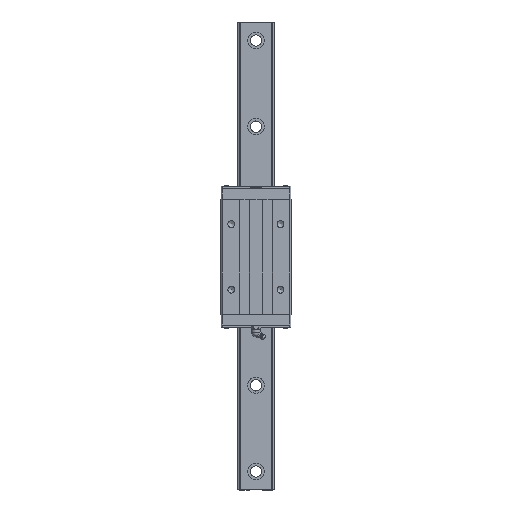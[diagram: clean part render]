
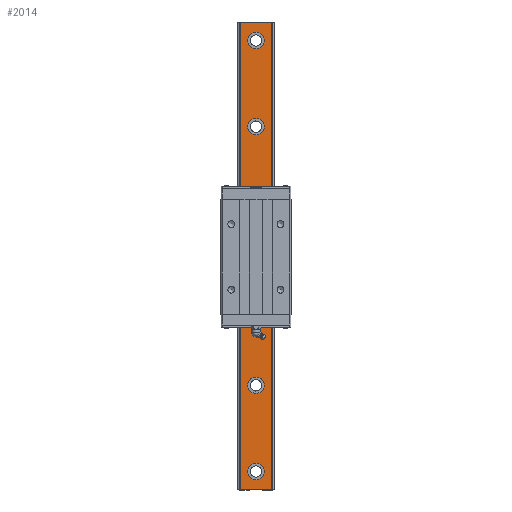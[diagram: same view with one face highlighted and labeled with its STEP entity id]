
A CAD part, top view. The second image highlights one B-rep face of the part: STEP entity #2014.
In plain terms, the highlighted planar face has unit normal (0, 0, 1).
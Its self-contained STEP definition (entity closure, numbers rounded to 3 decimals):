
#43 = CARTESIAN_POINT ( 'NONE',  ( 10., 547.5, 16. ) ) ;
#86 = DIRECTION ( 'NONE',  ( 1., 0., 0. ) ) ;
#243 = VERTEX_POINT ( 'NONE', #9861 ) ;
#372 = FACE_OUTER_BOUND ( 'NONE', #1835, .T. ) ;
#440 = ORIENTED_EDGE ( 'NONE', *, *, #7968, .T. ) ;
#500 = EDGE_LOOP ( 'NONE', ( #8056 ) ) ;
#618 = CARTESIAN_POINT ( 'NONE',  ( 19.2, 570., 16. ) ) ;
#666 = CARTESIAN_POINT ( 'NONE',  ( 19.2, 570., 16. ) ) ;
#764 = VERTEX_POINT ( 'NONE', #10374 ) ;
#797 = CARTESIAN_POINT ( 'NONE',  ( 0., 570., 16. ) ) ;
#865 = VECTOR ( 'NONE', #10282, 1000. ) ;
#1085 = CARTESIAN_POINT ( 'NONE',  ( 10., 337.5, 16. ) ) ;
#1089 = ORIENTED_EDGE ( 'NONE', *, *, #2440, .T. ) ;
#1144 = VERTEX_POINT ( 'NONE', #43 ) ;
#1189 = DIRECTION ( 'NONE',  ( 0., 0., -1. ) ) ;
#1291 = VECTOR ( 'NONE', #3574, 1000. ) ;
#1692 = AXIS2_PLACEMENT_3D ( 'NONE', #5737, #3570, #2477 ) ;
#1724 = EDGE_CURVE ( 'NONE', #2972, #2972, #10230, .T. ) ;
#1752 = DIRECTION ( 'NONE',  ( 1., 0., 0. ) ) ;
#1771 = FACE_BOUND ( 'NONE', #5156, .T. ) ;
#1776 = LINE ( 'NONE', #666, #865 ) ;
#1783 = EDGE_CURVE ( 'NONE', #9856, #3227, #1776, .T. ) ;
#1835 = EDGE_LOOP ( 'NONE', ( #9806, #6037, #1089, #2106 ) ) ;
#1869 = CARTESIAN_POINT ( 'NONE',  ( 10., 22.5, 16. ) ) ;
#1874 = EDGE_CURVE ( 'NONE', #764, #764, #6914, .T. ) ;
#1900 = PLANE ( 'NONE',  #2330 ) ;
#1952 = DIRECTION ( 'NONE',  ( 1., 0., 0. ) ) ;
#1968 = EDGE_CURVE ( 'NONE', #3227, #3822, #8735, .T. ) ;
#2014 = ADVANCED_FACE ( 'NONE', ( #372, #1771, #2044, #2606, #3163, #3709, #3983 ), #1900, .T. ) ;
#2044 = FACE_BOUND ( 'NONE', #3646, .T. ) ;
#2106 = ORIENTED_EDGE ( 'NONE', *, *, #1783, .T. ) ;
#2194 = VERTEX_POINT ( 'NONE', #1085 ) ;
#2300 = CARTESIAN_POINT ( 'NONE',  ( 0., 22.5, 16. ) ) ;
#2330 = AXIS2_PLACEMENT_3D ( 'NONE', #797, #10412, #9314 ) ;
#2440 = EDGE_CURVE ( 'NONE', #5953, #9856, #10140, .T. ) ;
#2477 = DIRECTION ( 'NONE',  ( 1., 0., 0. ) ) ;
#2523 = ORIENTED_EDGE ( 'NONE', *, *, #4142, .T. ) ;
#2606 = FACE_BOUND ( 'NONE', #500, .T. ) ;
#2807 = ORIENTED_EDGE ( 'NONE', *, *, #1724, .T. ) ;
#2850 = DIRECTION ( 'NONE',  ( 0., 0., -1. ) ) ;
#2972 = VERTEX_POINT ( 'NONE', #1869 ) ;
#2999 = CIRCLE ( 'NONE', #4340, 10. ) ;
#3057 = DIRECTION ( 'NONE',  ( 0., 0., -1. ) ) ;
#3163 = FACE_BOUND ( 'NONE', #8469, .T. ) ;
#3227 = VERTEX_POINT ( 'NONE', #618 ) ;
#3570 = DIRECTION ( 'NONE',  ( 0., 0., -1. ) ) ;
#3574 = DIRECTION ( 'NONE',  ( 0., -1., 0. ) ) ;
#3646 = EDGE_LOOP ( 'NONE', ( #7904 ) ) ;
#3709 = FACE_BOUND ( 'NONE', #7318, .T. ) ;
#3781 = CIRCLE ( 'NONE', #5177, 10. ) ;
#3822 = VERTEX_POINT ( 'NONE', #4040 ) ;
#3878 = EDGE_LOOP ( 'NONE', ( #2807 ) ) ;
#3918 = AXIS2_PLACEMENT_3D ( 'NONE', #8412, #6204, #5112 ) ;
#3952 = CARTESIAN_POINT ( 'NONE',  ( 0., 547.5, 16. ) ) ;
#3983 = FACE_BOUND ( 'NONE', #3878, .T. ) ;
#4040 = CARTESIAN_POINT ( 'NONE',  ( -19.2, 570., 16. ) ) ;
#4142 = EDGE_CURVE ( 'NONE', #243, #243, #3781, .T. ) ;
#4150 = CARTESIAN_POINT ( 'NONE',  ( 0., 337.5, 16. ) ) ;
#4319 = ORIENTED_EDGE ( 'NONE', *, *, #1874, .T. ) ;
#4340 = AXIS2_PLACEMENT_3D ( 'NONE', #4150, #3057, #1952 ) ;
#4541 = DIRECTION ( 'NONE',  ( 1., 0., 0. ) ) ;
#4655 = CARTESIAN_POINT ( 'NONE',  ( -19.2, 570., 16. ) ) ;
#4670 = VECTOR ( 'NONE', #7939, 1000. ) ;
#4713 = EDGE_CURVE ( 'NONE', #3822, #5953, #9044, .T. ) ;
#4763 = EDGE_CURVE ( 'NONE', #2194, #2194, #2999, .T. ) ;
#5112 = DIRECTION ( 'NONE',  ( 1., 0., 0. ) ) ;
#5156 = EDGE_LOOP ( 'NONE', ( #2523 ) ) ;
#5177 = AXIS2_PLACEMENT_3D ( 'NONE', #6719, #5625, #4541 ) ;
#5617 = AXIS2_PLACEMENT_3D ( 'NONE', #3952, #2850, #1752 ) ;
#5625 = DIRECTION ( 'NONE',  ( 0., 0., -1. ) ) ;
#5701 = CIRCLE ( 'NONE', #1692, 10. ) ;
#5737 = CARTESIAN_POINT ( 'NONE',  ( 0., 232.5, 16. ) ) ;
#5953 = VERTEX_POINT ( 'NONE', #9660 ) ;
#6037 = ORIENTED_EDGE ( 'NONE', *, *, #4713, .T. ) ;
#6049 = CARTESIAN_POINT ( 'NONE',  ( 19.2, 0., 16. ) ) ;
#6204 = DIRECTION ( 'NONE',  ( 0., 0., -1. ) ) ;
#6529 = DIRECTION ( 'NONE',  ( -1., 0., 0. ) ) ;
#6719 = CARTESIAN_POINT ( 'NONE',  ( 0., 127.5, 16. ) ) ;
#6914 = CIRCLE ( 'NONE', #3918, 10. ) ;
#7266 = CIRCLE ( 'NONE', #5617, 10. ) ;
#7318 = EDGE_LOOP ( 'NONE', ( #440 ) ) ;
#7634 = CARTESIAN_POINT ( 'NONE',  ( 0., 570., 16. ) ) ;
#7904 = ORIENTED_EDGE ( 'NONE', *, *, #9374, .T. ) ;
#7939 = DIRECTION ( 'NONE',  ( 1., 0., 0. ) ) ;
#7968 = EDGE_CURVE ( 'NONE', #1144, #1144, #7266, .T. ) ;
#8042 = CARTESIAN_POINT ( 'NONE',  ( 10., 232.5, 16. ) ) ;
#8056 = ORIENTED_EDGE ( 'NONE', *, *, #4763, .T. ) ;
#8412 = CARTESIAN_POINT ( 'NONE',  ( 0., 442.5, 16. ) ) ;
#8469 = EDGE_LOOP ( 'NONE', ( #4319 ) ) ;
#8735 = LINE ( 'NONE', #7634, #9159 ) ;
#9044 = LINE ( 'NONE', #4655, #1291 ) ;
#9046 = CARTESIAN_POINT ( 'NONE',  ( 0., 0., 16. ) ) ;
#9147 = VERTEX_POINT ( 'NONE', #8042 ) ;
#9159 = VECTOR ( 'NONE', #6529, 1000. ) ;
#9314 = DIRECTION ( 'NONE',  ( 1., 0., 0. ) ) ;
#9374 = EDGE_CURVE ( 'NONE', #9147, #9147, #5701, .T. ) ;
#9457 = AXIS2_PLACEMENT_3D ( 'NONE', #2300, #1189, #86 ) ;
#9660 = CARTESIAN_POINT ( 'NONE',  ( -19.2, 0., 16. ) ) ;
#9806 = ORIENTED_EDGE ( 'NONE', *, *, #1968, .T. ) ;
#9856 = VERTEX_POINT ( 'NONE', #6049 ) ;
#9861 = CARTESIAN_POINT ( 'NONE',  ( 10., 127.5, 16. ) ) ;
#10140 = LINE ( 'NONE', #9046, #4670 ) ;
#10230 = CIRCLE ( 'NONE', #9457, 10. ) ;
#10282 = DIRECTION ( 'NONE',  ( 0., 1., 0. ) ) ;
#10374 = CARTESIAN_POINT ( 'NONE',  ( 10., 442.5, 16. ) ) ;
#10412 = DIRECTION ( 'NONE',  ( 0., 0., 1. ) ) ;
